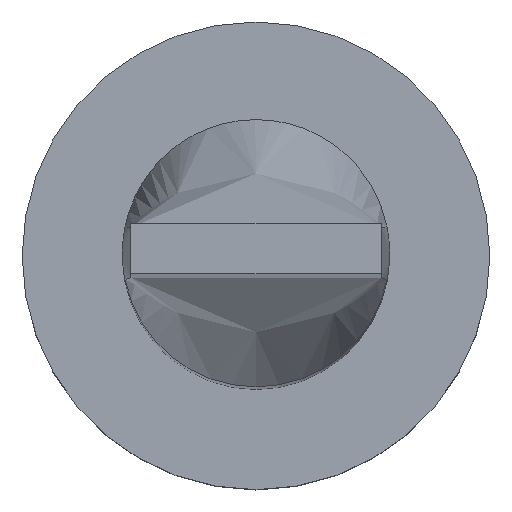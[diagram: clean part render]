
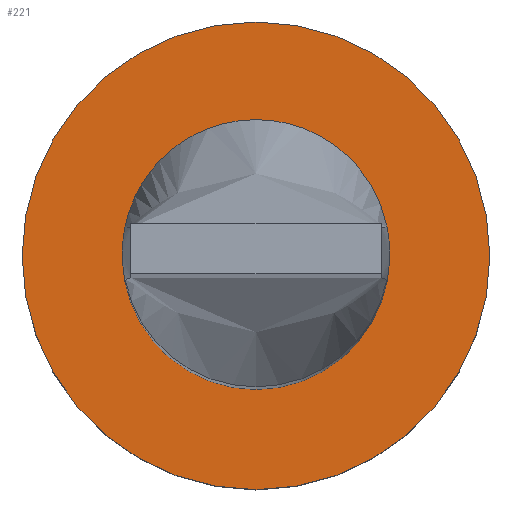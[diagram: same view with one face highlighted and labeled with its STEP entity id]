
A CAD part, top view. The second image highlights one B-rep face of the part: STEP entity #221.
In plain terms, the highlighted planar face has unit normal (0, 0, 1).
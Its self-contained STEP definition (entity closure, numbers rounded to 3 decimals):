
#14 = VERTEX_POINT ( 'NONE', #543 ) ;
#24 = FACE_BOUND ( 'NONE', #435, .T. ) ;
#29 = CARTESIAN_POINT ( 'NONE',  ( 0., 0., 5. ) ) ;
#67 = DIRECTION ( 'NONE',  ( 0., 0., 1. ) ) ;
#99 = AXIS2_PLACEMENT_3D ( 'NONE', #29, #162, #434 ) ;
#101 = FACE_OUTER_BOUND ( 'NONE', #344, .T. ) ;
#109 = CIRCLE ( 'NONE', #436, 7. ) ;
#118 = VERTEX_POINT ( 'NONE', #270 ) ;
#134 = CIRCLE ( 'NONE', #179, 7. ) ;
#157 = ORIENTED_EDGE ( 'NONE', *, *, #183, .T. ) ;
#162 = DIRECTION ( 'NONE',  ( 0., 0., 1. ) ) ;
#179 = AXIS2_PLACEMENT_3D ( 'NONE', #283, #550, #415 ) ;
#183 = EDGE_CURVE ( 'NONE', #118, #14, #134, .T. ) ;
#187 = CIRCLE ( 'NONE', #530, 4. ) ;
#195 = CARTESIAN_POINT ( 'NONE',  ( -4., 0., 5. ) ) ;
#221 = ADVANCED_FACE ( 'NONE', ( #24, #101 ), #419, .T. ) ;
#266 = CARTESIAN_POINT ( 'NONE',  ( 4., 0., 5. ) ) ;
#270 = CARTESIAN_POINT ( 'NONE',  ( 7., 0., 5. ) ) ;
#277 = DIRECTION ( 'NONE',  ( 1., 0., 0. ) ) ;
#283 = CARTESIAN_POINT ( 'NONE',  ( 0., 0., 5. ) ) ;
#344 = EDGE_LOOP ( 'NONE', ( #395, #157 ) ) ;
#361 = DIRECTION ( 'NONE',  ( 1., 0., 0. ) ) ;
#377 = DIRECTION ( 'NONE',  ( 1., 0., 0. ) ) ;
#395 = ORIENTED_EDGE ( 'NONE', *, *, #459, .T. ) ;
#396 = DIRECTION ( 'NONE',  ( 0., 0., 1. ) ) ;
#402 = AXIS2_PLACEMENT_3D ( 'NONE', #411, #67, #377 ) ;
#404 = EDGE_CURVE ( 'NONE', #433, #570, #443, .T. ) ;
#411 = CARTESIAN_POINT ( 'NONE',  ( 0., 0., 5. ) ) ;
#415 = DIRECTION ( 'NONE',  ( 1., 0., 0. ) ) ;
#419 = PLANE ( 'NONE',  #402 ) ;
#421 = CARTESIAN_POINT ( 'NONE',  ( 0., 0., 5. ) ) ;
#433 = VERTEX_POINT ( 'NONE', #266 ) ;
#434 = DIRECTION ( 'NONE',  ( 1., 0., 0. ) ) ;
#435 = EDGE_LOOP ( 'NONE', ( #438, #457 ) ) ;
#436 = AXIS2_PLACEMENT_3D ( 'NONE', #578, #396, #361 ) ;
#438 = ORIENTED_EDGE ( 'NONE', *, *, #547, .F. ) ;
#443 = CIRCLE ( 'NONE', #99, 4. ) ;
#457 = ORIENTED_EDGE ( 'NONE', *, *, #404, .F. ) ;
#459 = EDGE_CURVE ( 'NONE', #14, #118, #109, .T. ) ;
#502 = DIRECTION ( 'NONE',  ( 0., 0., 1. ) ) ;
#530 = AXIS2_PLACEMENT_3D ( 'NONE', #421, #502, #277 ) ;
#543 = CARTESIAN_POINT ( 'NONE',  ( -7., 0., 5. ) ) ;
#547 = EDGE_CURVE ( 'NONE', #570, #433, #187, .T. ) ;
#550 = DIRECTION ( 'NONE',  ( 0., 0., 1. ) ) ;
#570 = VERTEX_POINT ( 'NONE', #195 ) ;
#578 = CARTESIAN_POINT ( 'NONE',  ( 0., 0., 5. ) ) ;
